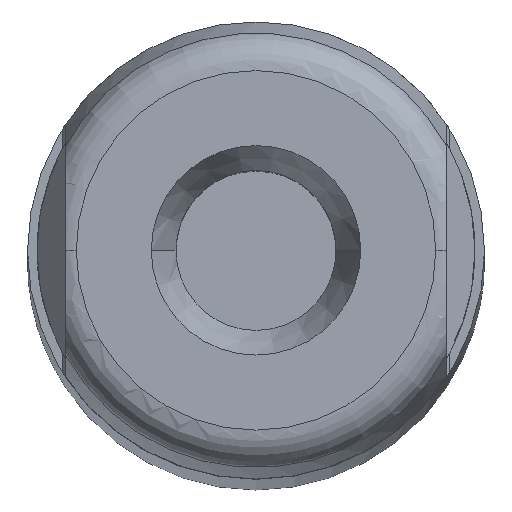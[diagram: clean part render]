
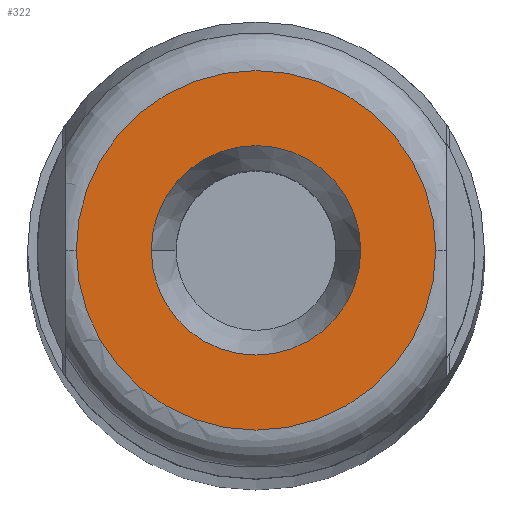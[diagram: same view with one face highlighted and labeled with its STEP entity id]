
A CAD part, top view. The second image highlights one B-rep face of the part: STEP entity #322.
In plain terms, the highlighted planar face has unit normal (0, 0, 1).
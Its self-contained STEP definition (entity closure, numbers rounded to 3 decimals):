
#21 = EDGE_CURVE ( 'NONE', #51, #22, #675, .T. ) ;
#22 = VERTEX_POINT ( 'NONE', #671 ) ;
#51 = VERTEX_POINT ( 'NONE', #711 ) ;
#72 = EDGE_CURVE ( 'NONE', #94, #98, #742, .T. ) ;
#94 = VERTEX_POINT ( 'NONE', #596 ) ;
#97 = EDGE_CURVE ( 'NONE', #98, #94, #647, .T. ) ;
#98 = VERTEX_POINT ( 'NONE', #822 ) ;
#216 = EDGE_LOOP ( 'NONE', ( #320, #275 ) ) ;
#274 = EDGE_CURVE ( 'NONE', #22, #51, #1087, .T. ) ;
#275 = ORIENTED_EDGE ( 'NONE', *, *, #21, .F. ) ;
#276 = ORIENTED_EDGE ( 'NONE', *, *, #97, .T. ) ;
#315 = ORIENTED_EDGE ( 'NONE', *, *, #72, .T. ) ;
#316 = EDGE_LOOP ( 'NONE', ( #276, #315 ) ) ;
#320 = ORIENTED_EDGE ( 'NONE', *, *, #274, .F. ) ;
#322 = ADVANCED_FACE ( 'NONE', ( #1223, #1197 ), #1236, .F. ) ;
#400 = DIRECTION ( 'NONE',  ( 1., 0., 0. ) ) ;
#596 = CARTESIAN_POINT ( 'NONE',  ( -4.72, 0., 0. ) ) ;
#645 = DIRECTION ( 'NONE',  ( 0., 0., 1. ) ) ;
#646 = AXIS2_PLACEMENT_3D ( 'NONE', #653, #645, #400 ) ;
#647 = CIRCLE ( 'NONE', #646, 4.72 ) ;
#653 = CARTESIAN_POINT ( 'NONE',  ( 0., 0., 0. ) ) ;
#671 = CARTESIAN_POINT ( 'NONE',  ( 2.75, 0., 0. ) ) ;
#672 = DIRECTION ( 'NONE',  ( 1., 0., 0. ) ) ;
#673 = DIRECTION ( 'NONE',  ( 0., 0., 1. ) ) ;
#675 = CIRCLE ( 'NONE', #754, 2.75 ) ;
#711 = CARTESIAN_POINT ( 'NONE',  ( -2.75, 0., 0. ) ) ;
#738 = DIRECTION ( 'NONE',  ( 1., 0., 0. ) ) ;
#739 = DIRECTION ( 'NONE',  ( 0., 0., 1. ) ) ;
#740 = CARTESIAN_POINT ( 'NONE',  ( 0., 0., 0. ) ) ;
#741 = AXIS2_PLACEMENT_3D ( 'NONE', #740, #739, #738 ) ;
#742 = CIRCLE ( 'NONE', #741, 4.72 ) ;
#753 = CARTESIAN_POINT ( 'NONE',  ( 0., 0., 0. ) ) ;
#754 = AXIS2_PLACEMENT_3D ( 'NONE', #753, #673, #672 ) ;
#822 = CARTESIAN_POINT ( 'NONE',  ( 4.72, 0., 0. ) ) ;
#1068 = CARTESIAN_POINT ( 'NONE',  ( 0., 0., 0. ) ) ;
#1083 = DIRECTION ( 'NONE',  ( 1., 0., 0. ) ) ;
#1084 = DIRECTION ( 'NONE',  ( 0., 0., 1. ) ) ;
#1085 = AXIS2_PLACEMENT_3D ( 'NONE', #1068, #1084, #1083 ) ;
#1087 = CIRCLE ( 'NONE', #1085, 2.75 ) ;
#1197 = FACE_OUTER_BOUND ( 'NONE', #316, .T. ) ;
#1214 = AXIS2_PLACEMENT_3D ( 'NONE', #1267, #1227, #1268 ) ;
#1223 = FACE_BOUND ( 'NONE', #216, .T. ) ;
#1227 = DIRECTION ( 'NONE',  ( 0., 0., -1. ) ) ;
#1236 = PLANE ( 'NONE',  #1214 ) ;
#1267 = CARTESIAN_POINT ( 'NONE',  ( 0., 0., 0. ) ) ;
#1268 = DIRECTION ( 'NONE',  ( -1., 0., 0. ) ) ;
